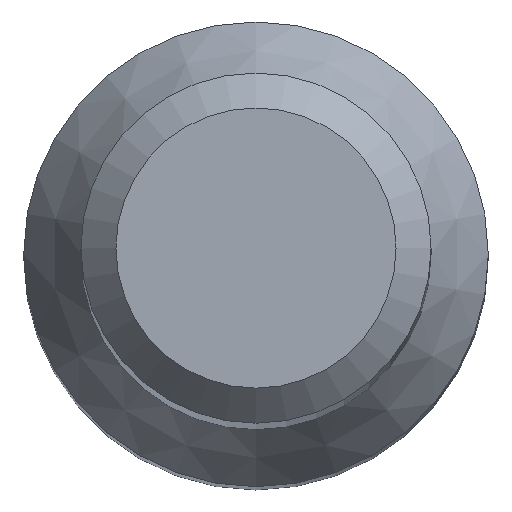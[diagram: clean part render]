
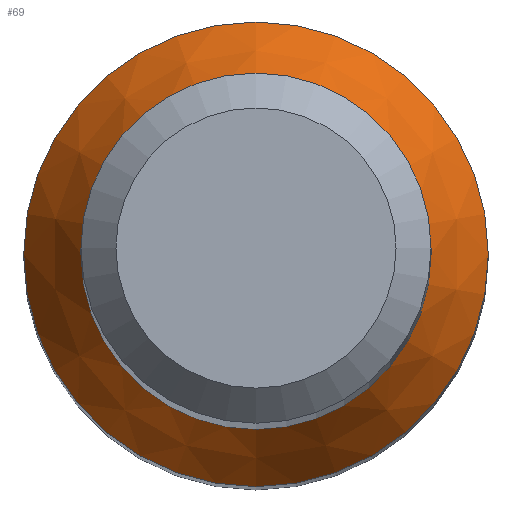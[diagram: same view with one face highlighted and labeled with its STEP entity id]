
A CAD part, top view. The second image highlights one B-rep face of the part: STEP entity #69.
In plain terms, the highlighted conical face has half-angle 30 degrees and reference radius 2 mm.
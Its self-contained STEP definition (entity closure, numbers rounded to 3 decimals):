
#29 = DIRECTION ( 'NONE',  ( 0., 0., -1. ) ) ;
#32 = CARTESIAN_POINT ( 'NONE',  ( 0., 0., 23.133 ) ) ;
#35 = CARTESIAN_POINT ( 'NONE',  ( 0., 2.654, 22. ) ) ;
#41 = DIRECTION ( 'NONE',  ( 0., 1., 0. ) ) ;
#45 = EDGE_LOOP ( 'NONE', ( #82 ) ) ;
#56 = VERTEX_POINT ( 'NONE', #35 ) ;
#57 = CARTESIAN_POINT ( 'NONE',  ( 0., 0., 22. ) ) ;
#69 = ADVANCED_FACE ( 'NONE', ( #200, #238 ), #163, .T. ) ;
#82 = ORIENTED_EDGE ( 'NONE', *, *, #206, .F. ) ;
#87 = CARTESIAN_POINT ( 'NONE',  ( 0., 0., 23.133 ) ) ;
#88 = CIRCLE ( 'NONE', #97, 2.654 ) ;
#97 = AXIS2_PLACEMENT_3D ( 'NONE', #57, #211, #41 ) ;
#102 = EDGE_CURVE ( 'NONE', #152, #152, #241, .T. ) ;
#104 = ORIENTED_EDGE ( 'NONE', *, *, #102, .T. ) ;
#136 = AXIS2_PLACEMENT_3D ( 'NONE', #32, #221, #240 ) ;
#152 = VERTEX_POINT ( 'NONE', #224 ) ;
#163 = CONICAL_SURFACE ( 'NONE', #212, 2., 0.524 ) ;
#200 = FACE_OUTER_BOUND ( 'NONE', #45, .T. ) ;
#206 = EDGE_CURVE ( 'NONE', #56, #56, #88, .T. ) ;
#207 = DIRECTION ( 'NONE',  ( 0., 1., 0. ) ) ;
#211 = DIRECTION ( 'NONE',  ( 0., 0., -1. ) ) ;
#212 = AXIS2_PLACEMENT_3D ( 'NONE', #87, #29, #207 ) ;
#216 = EDGE_LOOP ( 'NONE', ( #104 ) ) ;
#221 = DIRECTION ( 'NONE',  ( 0., 0., -1. ) ) ;
#224 = CARTESIAN_POINT ( 'NONE',  ( 0., 2., 23.133 ) ) ;
#238 = FACE_BOUND ( 'NONE', #216, .T. ) ;
#240 = DIRECTION ( 'NONE',  ( 0., 1., 0. ) ) ;
#241 = CIRCLE ( 'NONE', #136, 2. ) ;
